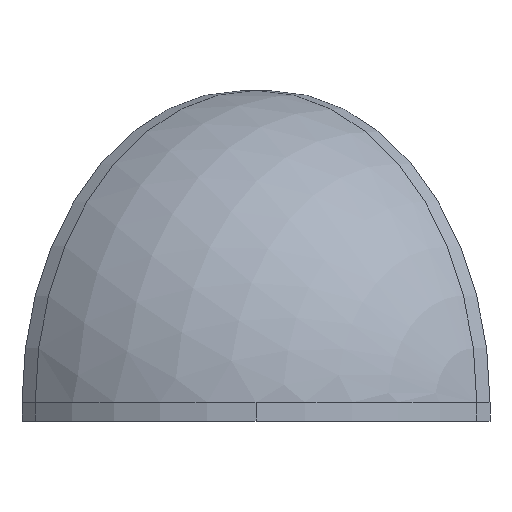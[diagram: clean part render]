
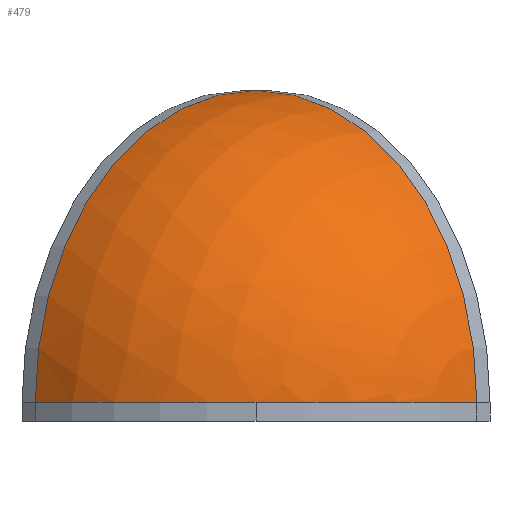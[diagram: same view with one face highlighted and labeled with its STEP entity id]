
A CAD part, top view. The second image highlights one B-rep face of the part: STEP entity #479.
In plain terms, the highlighted spherical face has radius 50.8 mm.
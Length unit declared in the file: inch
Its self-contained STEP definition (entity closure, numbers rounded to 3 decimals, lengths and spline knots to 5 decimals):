
#7 = SPHERICAL_SURFACE ( 'NONE', #352, 2. ) ;
#11 = ORIENTED_EDGE ( 'NONE', *, *, #607, .F. ) ;
#45 = AXIS2_PLACEMENT_3D ( 'NONE', #600, #124, #362 ) ;
#76 = DIRECTION ( 'NONE',  ( 0.707, 0., 0.707 ) ) ;
#79 = ORIENTED_EDGE ( 'NONE', *, *, #550, .T. ) ;
#94 = EDGE_LOOP ( 'NONE', ( #11, #225, #79, #529 ) ) ;
#105 = CARTESIAN_POINT ( 'NONE',  ( 0., -1.32936, 0.67064 ) ) ;
#106 = AXIS2_PLACEMENT_3D ( 'NONE', #405, #598, #408 ) ;
#110 = CARTESIAN_POINT ( 'NONE',  ( 0., 0.67064, -1.32936 ) ) ;
#119 = FACE_OUTER_BOUND ( 'NONE', #94, .T. ) ;
#124 = DIRECTION ( 'NONE',  ( 0., 1., 0. ) ) ;
#129 = CIRCLE ( 'NONE', #45, 2. ) ;
#174 = DIRECTION ( 'NONE',  ( 0.707, 0., 0.707 ) ) ;
#185 = CARTESIAN_POINT ( 'NONE',  ( 0., -1.32936, -1.32936 ) ) ;
#206 = CARTESIAN_POINT ( 'NONE',  ( 0., -1.32936, -1.32936 ) ) ;
#225 = ORIENTED_EDGE ( 'NONE', *, *, #384, .T. ) ;
#231 = DIRECTION ( 'NONE',  ( 0.707, 0., -0.707 ) ) ;
#270 = DIRECTION ( 'NONE',  ( -0.707, 0., 0.707 ) ) ;
#333 = CIRCLE ( 'NONE', #106, 2. ) ;
#334 = CIRCLE ( 'NONE', #440, 2. ) ;
#352 = AXIS2_PLACEMENT_3D ( 'NONE', #206, #76, #270 ) ;
#362 = DIRECTION ( 'NONE',  ( 0., 0., 1. ) ) ;
#375 = EDGE_CURVE ( 'NONE', #415, #473, #333, .T. ) ;
#384 = EDGE_CURVE ( 'NONE', #423, #619, #334, .T. ) ;
#405 = CARTESIAN_POINT ( 'NONE',  ( 0., -1.32936, -1.32936 ) ) ;
#408 = DIRECTION ( 'NONE',  ( 0., 0., 1. ) ) ;
#410 = DIRECTION ( 'NONE',  ( 0.707, 0., 0.707 ) ) ;
#415 = VERTEX_POINT ( 'NONE', #105 ) ;
#422 = CARTESIAN_POINT ( 'NONE',  ( -1.41421, -1.32936, 0.08485 ) ) ;
#423 = VERTEX_POINT ( 'NONE', #110 ) ;
#440 = AXIS2_PLACEMENT_3D ( 'NONE', #602, #174, #511 ) ;
#473 = VERTEX_POINT ( 'NONE', #507 ) ;
#479 = ADVANCED_FACE ( 'NONE', ( #119 ), #7, .T. ) ;
#507 = CARTESIAN_POINT ( 'NONE',  ( 1.41421, -1.32936, 0.08485 ) ) ;
#511 = DIRECTION ( 'NONE',  ( -0.707, 0., 0.707 ) ) ;
#529 = ORIENTED_EDGE ( 'NONE', *, *, #375, .T. ) ;
#547 = AXIS2_PLACEMENT_3D ( 'NONE', #185, #231, #410 ) ;
#550 = EDGE_CURVE ( 'NONE', #619, #415, #129, .T. ) ;
#598 = DIRECTION ( 'NONE',  ( 0., 1., 0. ) ) ;
#600 = CARTESIAN_POINT ( 'NONE',  ( 0., -1.32936, -1.32936 ) ) ;
#602 = CARTESIAN_POINT ( 'NONE',  ( 0., -1.32936, -1.32936 ) ) ;
#607 = EDGE_CURVE ( 'NONE', #423, #473, #610, .T. ) ;
#610 = CIRCLE ( 'NONE', #547, 2. ) ;
#619 = VERTEX_POINT ( 'NONE', #422 ) ;
